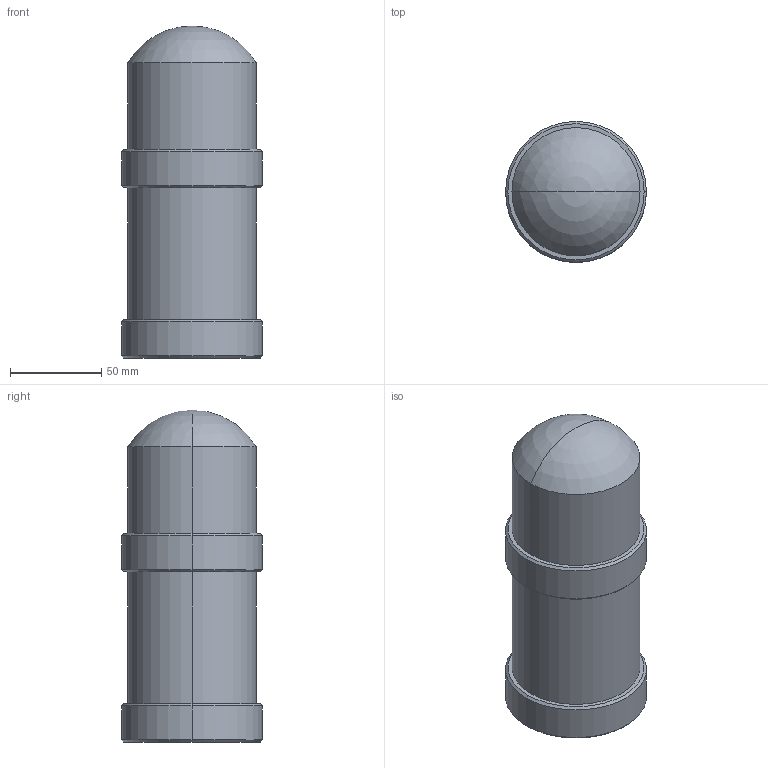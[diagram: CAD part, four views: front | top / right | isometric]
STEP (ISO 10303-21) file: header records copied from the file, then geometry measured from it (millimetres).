
FILE_DESCRIPTION(('starvars output'),'2;1');
FILE_NAME('XVBC8G5_3D.stp','19:41:22 2020/03/31',( 'Thomas Industrial Network Germany GmbH'),( 'Thomas Industrial Network Germany GmbH'),'unknown preprocess','ACIS' ,'unknown authorization');
FILE_SCHEMA(('AUTOMOTIVE_DESIGN_CC2 {UNKNOWN IMPLEMENTATION LEVEL}'));
Length unit declared in the file: millimetre
Products named in the file (2): PRODUCT_ID_41; PRODUCT_ID_42
Bounding box: 77 x 77 x 181.5 mm (x, y, z)
Volume: 626170.2 mm3; surface area: 68119.8 mm2
Topology: 2 solids, 2 shells, 38 faces, 74 edges, 45 vertices
Faces by surface type: cylinder 18, plane 10, cone 8, sphere 2
Entity records: 1264 total; most frequent: ORIENTED_EDGE 144, DIRECTION 122, CARTESIAN_POINT 119, EDGE_CURVE 72, AXIS2_PLACEMENT_3D 48, VERTEX_POINT 45, EDGE_LOOP 45, FACE_BOUND 45
